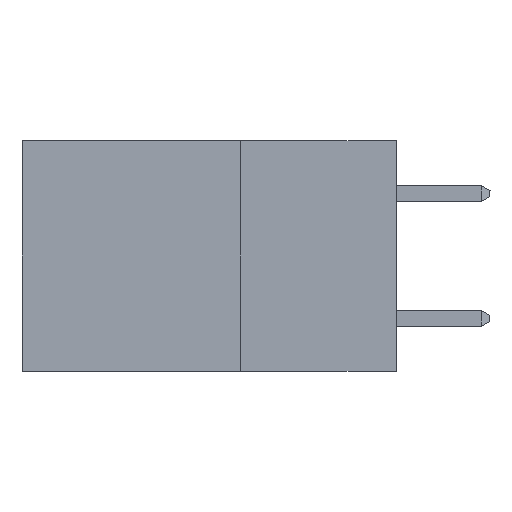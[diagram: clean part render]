
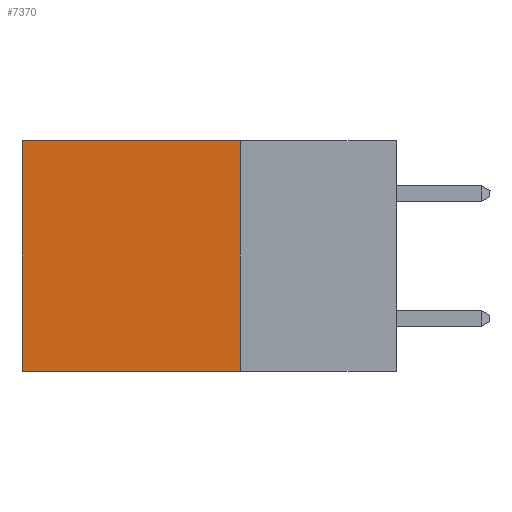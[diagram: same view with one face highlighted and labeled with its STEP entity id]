
A CAD part, left-side view. The second image highlights one B-rep face of the part: STEP entity #7370.
In plain terms, the highlighted planar face has unit normal (-1, 0, 0).
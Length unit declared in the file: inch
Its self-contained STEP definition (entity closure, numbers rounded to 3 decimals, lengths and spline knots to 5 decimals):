
#429 = EDGE_LOOP ( 'NONE', ( #5374, #7650, #10348, #8099 ) ) ;
#503 = EDGE_CURVE ( 'NONE', #12339, #4066, #4716, .T. ) ;
#695 = VECTOR ( 'NONE', #2767, 39.37008 ) ;
#898 = CARTESIAN_POINT ( 'NONE',  ( 0.298, 0.25, -0.37 ) ) ;
#1240 = PLANE ( 'NONE',  #8078 ) ;
#1339 = EDGE_CURVE ( 'NONE', #8167, #12339, #1402, .T. ) ;
#1402 = LINE ( 'NONE', #3648, #6346 ) ;
#2047 = VECTOR ( 'NONE', #8407, 39.37008 ) ;
#2352 = LINE ( 'NONE', #898, #7518 ) ;
#2384 = CARTESIAN_POINT ( 'NONE',  ( 0.298, 0.25, 0. ) ) ;
#2767 = DIRECTION ( 'NONE',  ( 0., 0., -1. ) ) ;
#3534 = VERTEX_POINT ( 'NONE', #11335 ) ;
#3648 = CARTESIAN_POINT ( 'NONE',  ( 0.298, 0.25, 0. ) ) ;
#3792 = CARTESIAN_POINT ( 'NONE',  ( 0.298, 0.6, -0.37 ) ) ;
#4066 = VERTEX_POINT ( 'NONE', #3792 ) ;
#4282 = CARTESIAN_POINT ( 'NONE',  ( 0.298, 0.25, 0. ) ) ;
#4716 = LINE ( 'NONE', #11593, #2047 ) ;
#5242 = DIRECTION ( 'NONE',  ( 0., 0., -1. ) ) ;
#5374 = ORIENTED_EDGE ( 'NONE', *, *, #503, .T. ) ;
#6346 = VECTOR ( 'NONE', #10164, 39.37008 ) ;
#7116 = EDGE_CURVE ( 'NONE', #3534, #4066, #2352, .T. ) ;
#7370 = ADVANCED_FACE ( 'NONE', ( #12093 ), #1240, .F. ) ;
#7518 = VECTOR ( 'NONE', #7743, 39.37008 ) ;
#7603 = CARTESIAN_POINT ( 'NONE',  ( 0.298, 0.25, 0. ) ) ;
#7650 = ORIENTED_EDGE ( 'NONE', *, *, #7116, .F. ) ;
#7743 = DIRECTION ( 'NONE',  ( 0., 1., 0. ) ) ;
#8078 = AXIS2_PLACEMENT_3D ( 'NONE', #4282, #10962, #5242 ) ;
#8099 = ORIENTED_EDGE ( 'NONE', *, *, #1339, .T. ) ;
#8167 = VERTEX_POINT ( 'NONE', #2384 ) ;
#8407 = DIRECTION ( 'NONE',  ( 0., 0., -1. ) ) ;
#8895 = CARTESIAN_POINT ( 'NONE',  ( 0.298, 0.6, 0. ) ) ;
#10164 = DIRECTION ( 'NONE',  ( 0., 1., 0. ) ) ;
#10348 = ORIENTED_EDGE ( 'NONE', *, *, #11518, .F. ) ;
#10962 = DIRECTION ( 'NONE',  ( 1., 0., 0. ) ) ;
#11330 = LINE ( 'NONE', #7603, #695 ) ;
#11335 = CARTESIAN_POINT ( 'NONE',  ( 0.298, 0.25, -0.37 ) ) ;
#11518 = EDGE_CURVE ( 'NONE', #8167, #3534, #11330, .T. ) ;
#11593 = CARTESIAN_POINT ( 'NONE',  ( 0.298, 0.6, 0. ) ) ;
#12093 = FACE_OUTER_BOUND ( 'NONE', #429, .T. ) ;
#12339 = VERTEX_POINT ( 'NONE', #8895 ) ;
